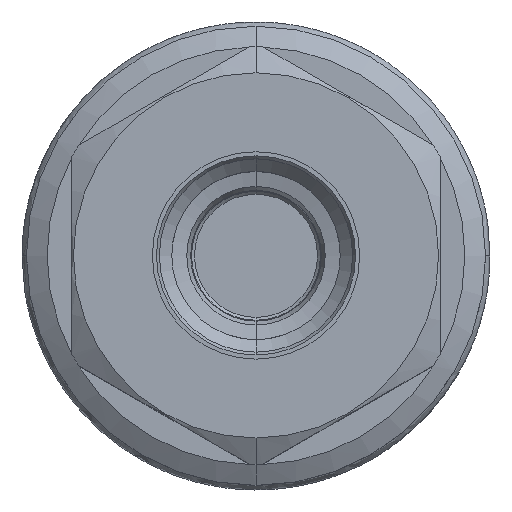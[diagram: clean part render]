
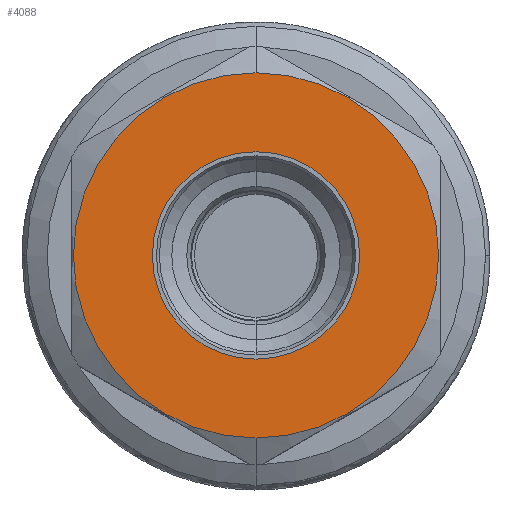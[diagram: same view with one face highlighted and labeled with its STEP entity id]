
A CAD part, top view. The second image highlights one B-rep face of the part: STEP entity #4088.
In plain terms, the highlighted planar face has unit normal (0, 0, 1).
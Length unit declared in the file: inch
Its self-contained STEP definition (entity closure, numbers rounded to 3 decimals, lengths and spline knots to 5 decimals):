
#1470=CARTESIAN_POINT('',(0.,0.,3.625));
#1471=DIRECTION('',(0.,0.,1.));
#1472=DIRECTION('',(0.,-1.,0.));
#1473=AXIS2_PLACEMENT_3D('',#1470,#1471,#1472);
#1475=CARTESIAN_POINT('',(0.,0.,3.625));
#1476=DIRECTION('',(0.,0.,1.));
#1477=DIRECTION('',(0.,1.,0.));
#1478=AXIS2_PLACEMENT_3D('',#1475,#1476,#1477);
#1480=CARTESIAN_POINT('',(0.,0.,3.625));
#1481=DIRECTION('',(0.,0.,1.));
#1482=DIRECTION('',(0.,-1.,0.));
#1483=AXIS2_PLACEMENT_3D('',#1480,#1481,#1482);
#1485=CARTESIAN_POINT('',(0.,0.,3.625));
#1486=DIRECTION('',(0.,0.,1.));
#1487=DIRECTION('',(0.,1.,0.));
#1488=AXIS2_PLACEMENT_3D('',#1485,#1486,#1487);
#2510=CARTESIAN_POINT('',(0.,-0.62,3.625));
#2511=CARTESIAN_POINT('',(0.,0.62,3.625));
#2512=VERTEX_POINT('',#2510);
#2513=VERTEX_POINT('',#2511);
#2602=CARTESIAN_POINT('',(0.,-0.352,3.625));
#2603=CARTESIAN_POINT('',(0.,0.352,3.625));
#2604=VERTEX_POINT('',#2602);
#2605=VERTEX_POINT('',#2603);
#4073=CARTESIAN_POINT('',(0.,0.,3.625));
#4074=DIRECTION('',(0.,0.,1.));
#4075=DIRECTION('',(0.,1.,0.));
#4076=AXIS2_PLACEMENT_3D('',#4073,#4074,#4075);
#4077=PLANE('',#4076);
#4078=ORIENTED_EDGE('',*,*,#3843,.F.);
#4079=ORIENTED_EDGE('',*,*,#4064,.F.);
#4080=EDGE_LOOP('',(#4078,#4079));
#4081=FACE_OUTER_BOUND('',#4080,.F.);
#4083=ORIENTED_EDGE('',*,*,#4082,.T.);
#4085=ORIENTED_EDGE('',*,*,#4084,.T.);
#4086=EDGE_LOOP('',(#4083,#4085));
#4087=FACE_BOUND('',#4086,.F.);
#4088=ADVANCED_FACE('',(#4081,#4087),#4077,.T.);
#1474=CIRCLE('',#1473,0.62);
#1479=CIRCLE('',#1478,0.62);
#1484=CIRCLE('',#1483,0.352);
#1489=CIRCLE('',#1488,0.352);
#3843=EDGE_CURVE('',#2512,#2513,#1474,.T.);
#4064=EDGE_CURVE('',#2513,#2512,#1479,.T.);
#4082=EDGE_CURVE('',#2604,#2605,#1484,.T.);
#4084=EDGE_CURVE('',#2605,#2604,#1489,.T.);
